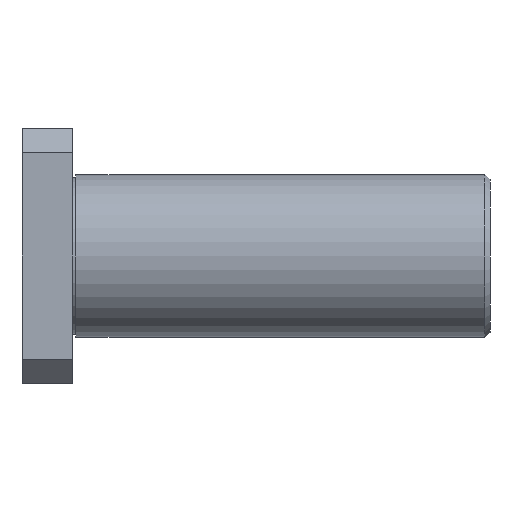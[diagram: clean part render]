
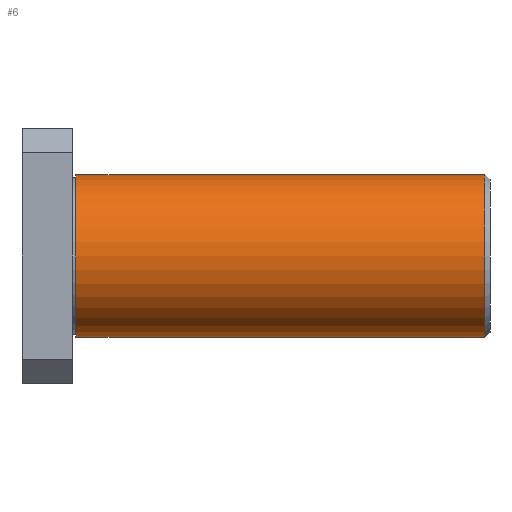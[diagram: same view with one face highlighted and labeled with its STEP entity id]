
A CAD part, front view. The second image highlights one B-rep face of the part: STEP entity #6.
In plain terms, the highlighted cylindrical face has radius 8 mm (diameter 16 mm), a partial arc.
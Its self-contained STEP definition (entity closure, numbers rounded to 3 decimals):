
#6 = ADVANCED_FACE ( 'NONE', ( #311 ), #184, .T. ) ;
#31 = CARTESIAN_POINT ( 'NONE',  ( 45.5, 0., -8. ) ) ;
#36 = DIRECTION ( 'NONE',  ( -1., 0., 0. ) ) ;
#39 = CARTESIAN_POINT ( 'NONE',  ( 46., 0., -8. ) ) ;
#102 = CIRCLE ( 'NONE', #424, 8. ) ;
#158 = LINE ( 'NONE', #868, #170 ) ;
#170 = VECTOR ( 'NONE', #833, 1000. ) ;
#184 = CYLINDRICAL_SURFACE ( 'NONE', #425, 8. ) ;
#234 = CIRCLE ( 'NONE', #466, 8. ) ;
#302 = EDGE_LOOP ( 'NONE', ( #772, #785, #784, #767 ) ) ;
#311 = FACE_OUTER_BOUND ( 'NONE', #302, .T. ) ;
#424 = AXIS2_PLACEMENT_3D ( 'NONE', #859, #855, #876 ) ;
#425 = AXIS2_PLACEMENT_3D ( 'NONE', #1326, #1338, #1311 ) ;
#428 = EDGE_CURVE ( 'NONE', #1246, #1290, #234, .T. ) ;
#466 = AXIS2_PLACEMENT_3D ( 'NONE', #1135, #1154, #1143 ) ;
#506 = EDGE_CURVE ( 'NONE', #1290, #1271, #158, .T. ) ;
#508 = EDGE_CURVE ( 'NONE', #1271, #1294, #102, .T. ) ;
#543 = EDGE_CURVE ( 'NONE', #1246, #1294, #889, .T. ) ;
#767 = ORIENTED_EDGE ( 'NONE', *, *, #508, .T. ) ;
#772 = ORIENTED_EDGE ( 'NONE', *, *, #543, .F. ) ;
#784 = ORIENTED_EDGE ( 'NONE', *, *, #506, .T. ) ;
#785 = ORIENTED_EDGE ( 'NONE', *, *, #428, .T. ) ;
#833 = DIRECTION ( 'NONE',  ( -1., 0., 0. ) ) ;
#852 = VECTOR ( 'NONE', #36, 1000. ) ;
#855 = DIRECTION ( 'NONE',  ( 1., 0., 0. ) ) ;
#859 = CARTESIAN_POINT ( 'NONE',  ( 5.3, 0., 0. ) ) ;
#868 = CARTESIAN_POINT ( 'NONE',  ( 46., 0., 8. ) ) ;
#876 = DIRECTION ( 'NONE',  ( 0., 0., -1. ) ) ;
#889 = LINE ( 'NONE', #39, #852 ) ;
#983 = CARTESIAN_POINT ( 'NONE',  ( 5.3, 0., 8. ) ) ;
#984 = CARTESIAN_POINT ( 'NONE',  ( 45.5, 0., 8. ) ) ;
#997 = CARTESIAN_POINT ( 'NONE',  ( 5.3, 0., -8. ) ) ;
#1135 = CARTESIAN_POINT ( 'NONE',  ( 45.5, 0., 0. ) ) ;
#1143 = DIRECTION ( 'NONE',  ( 0., 0., -1. ) ) ;
#1154 = DIRECTION ( 'NONE',  ( -1., 0., 0. ) ) ;
#1246 = VERTEX_POINT ( 'NONE', #31 ) ;
#1271 = VERTEX_POINT ( 'NONE', #983 ) ;
#1290 = VERTEX_POINT ( 'NONE', #984 ) ;
#1294 = VERTEX_POINT ( 'NONE', #997 ) ;
#1311 = DIRECTION ( 'NONE',  ( 0., 0., 1. ) ) ;
#1326 = CARTESIAN_POINT ( 'NONE',  ( 46., 0., 0. ) ) ;
#1338 = DIRECTION ( 'NONE',  ( -1., 0., 0. ) ) ;
